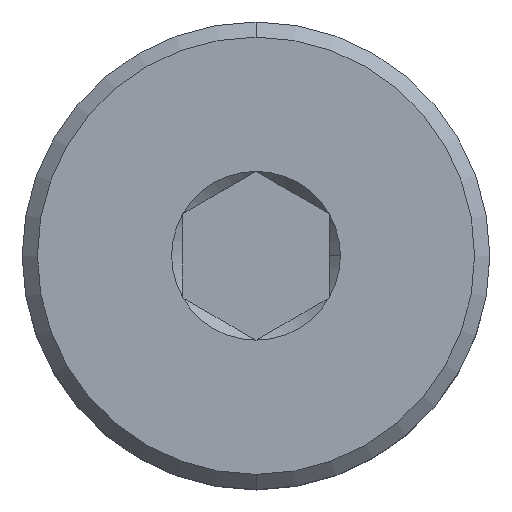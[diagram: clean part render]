
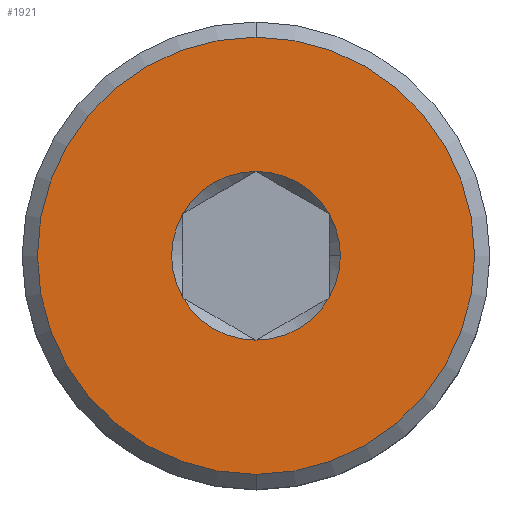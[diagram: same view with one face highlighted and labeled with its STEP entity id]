
A CAD part, top view. The second image highlights one B-rep face of the part: STEP entity #1921.
In plain terms, the highlighted planar face has unit normal (0, 0, 1).
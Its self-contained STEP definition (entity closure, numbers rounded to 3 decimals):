
#5 = CIRCLE ( 'NONE', #561, 3.74 ) ;
#75 = DIRECTION ( 'NONE',  ( 1., 0., 0. ) ) ;
#136 = DIRECTION ( 'NONE',  ( 0., 0., 1. ) ) ;
#170 = CIRCLE ( 'NONE', #926, 1.443 ) ;
#184 = ORIENTED_EDGE ( 'NONE', *, *, #1249, .F. ) ;
#256 = CARTESIAN_POINT ( 'NONE',  ( -1.25, -0.722, 0. ) ) ;
#263 = CARTESIAN_POINT ( 'NONE',  ( 0., 0., 0. ) ) ;
#296 = CARTESIAN_POINT ( 'NONE',  ( 0., 0., 0. ) ) ;
#313 = VERTEX_POINT ( 'NONE', #2143 ) ;
#317 = EDGE_CURVE ( 'NONE', #1829, #313, #2011, .T. ) ;
#343 = VERTEX_POINT ( 'NONE', #404 ) ;
#404 = CARTESIAN_POINT ( 'NONE',  ( 1.25, 0.722, 0. ) ) ;
#407 = CARTESIAN_POINT ( 'NONE',  ( 0., -3.74, 0. ) ) ;
#412 = AXIS2_PLACEMENT_3D ( 'NONE', #782, #1459, #958 ) ;
#433 = ORIENTED_EDGE ( 'NONE', *, *, #1087, .F. ) ;
#505 = ORIENTED_EDGE ( 'NONE', *, *, #2250, .T. ) ;
#528 = FACE_BOUND ( 'NONE', #963, .T. ) ;
#561 = AXIS2_PLACEMENT_3D ( 'NONE', #2298, #1927, #1760 ) ;
#583 = VERTEX_POINT ( 'NONE', #2170 ) ;
#605 = ORIENTED_EDGE ( 'NONE', *, *, #1449, .F. ) ;
#611 = VERTEX_POINT ( 'NONE', #256 ) ;
#673 = DIRECTION ( 'NONE',  ( 1., 0., 0. ) ) ;
#679 = CARTESIAN_POINT ( 'NONE',  ( 0., 0., 0. ) ) ;
#727 = CARTESIAN_POINT ( 'NONE',  ( 0., 3.74, 0. ) ) ;
#781 = CARTESIAN_POINT ( 'NONE',  ( 0., 0., 0. ) ) ;
#782 = CARTESIAN_POINT ( 'NONE',  ( 0., 0., 0. ) ) ;
#785 = PLANE ( 'NONE',  #1493 ) ;
#876 = DIRECTION ( 'NONE',  ( 1., 0., 0. ) ) ;
#889 = ORIENTED_EDGE ( 'NONE', *, *, #1217, .F. ) ;
#914 = ORIENTED_EDGE ( 'NONE', *, *, #317, .F. ) ;
#926 = AXIS2_PLACEMENT_3D ( 'NONE', #1708, #136, #673 ) ;
#954 = DIRECTION ( 'NONE',  ( 0., 0., 1. ) ) ;
#958 = DIRECTION ( 'NONE',  ( 1., 0., 0. ) ) ;
#963 = EDGE_LOOP ( 'NONE', ( #1177, #1665, #605, #914, #433, #184, #889 ) ) ;
#984 = DIRECTION ( 'NONE',  ( 0., 0., 1. ) ) ;
#1007 = DIRECTION ( 'NONE',  ( 0., 0., 1. ) ) ;
#1087 = EDGE_CURVE ( 'NONE', #343, #1829, #1891, .T. ) ;
#1094 = VERTEX_POINT ( 'NONE', #1322 ) ;
#1113 = CARTESIAN_POINT ( 'NONE',  ( 1.25, -0.722, 0. ) ) ;
#1133 = DIRECTION ( 'NONE',  ( 0., 0., 1. ) ) ;
#1177 = ORIENTED_EDGE ( 'NONE', *, *, #2253, .F. ) ;
#1202 = EDGE_LOOP ( 'NONE', ( #505, #1510 ) ) ;
#1217 = EDGE_CURVE ( 'NONE', #1899, #583, #170, .T. ) ;
#1220 = AXIS2_PLACEMENT_3D ( 'NONE', #679, #2116, #876 ) ;
#1229 = CIRCLE ( 'NONE', #1279, 3.74 ) ;
#1236 = DIRECTION ( 'NONE',  ( 1., 0., 0. ) ) ;
#1249 = EDGE_CURVE ( 'NONE', #583, #343, #1337, .T. ) ;
#1279 = AXIS2_PLACEMENT_3D ( 'NONE', #263, #984, #2224 ) ;
#1303 = DIRECTION ( 'NONE',  ( 0., 0., 1. ) ) ;
#1322 = CARTESIAN_POINT ( 'NONE',  ( 0., -1.443, 0. ) ) ;
#1337 = CIRCLE ( 'NONE', #2051, 1.443 ) ;
#1404 = CARTESIAN_POINT ( 'NONE',  ( 0., 1.443, 0. ) ) ;
#1449 = EDGE_CURVE ( 'NONE', #313, #611, #1500, .T. ) ;
#1459 = DIRECTION ( 'NONE',  ( 0., 0., 1. ) ) ;
#1488 = DIRECTION ( 'NONE',  ( 1., 0., 0. ) ) ;
#1490 = EDGE_CURVE ( 'NONE', #611, #1094, #1858, .T. ) ;
#1493 = AXIS2_PLACEMENT_3D ( 'NONE', #2186, #954, #2022 ) ;
#1500 = CIRCLE ( 'NONE', #1220, 1.443 ) ;
#1510 = ORIENTED_EDGE ( 'NONE', *, *, #1758, .T. ) ;
#1544 = AXIS2_PLACEMENT_3D ( 'NONE', #1949, #1943, #1236 ) ;
#1561 = VERTEX_POINT ( 'NONE', #727 ) ;
#1657 = CARTESIAN_POINT ( 'NONE',  ( 0., 0., 0. ) ) ;
#1665 = ORIENTED_EDGE ( 'NONE', *, *, #1490, .F. ) ;
#1666 = FACE_OUTER_BOUND ( 'NONE', #1202, .T. ) ;
#1708 = CARTESIAN_POINT ( 'NONE',  ( 0., 0., 0. ) ) ;
#1758 = EDGE_CURVE ( 'NONE', #1936, #1561, #5, .T. ) ;
#1760 = DIRECTION ( 'NONE',  ( 0., -1., 0. ) ) ;
#1829 = VERTEX_POINT ( 'NONE', #1404 ) ;
#1858 = CIRCLE ( 'NONE', #1544, 1.443 ) ;
#1891 = CIRCLE ( 'NONE', #2119, 1.443 ) ;
#1899 = VERTEX_POINT ( 'NONE', #1113 ) ;
#1921 = ADVANCED_FACE ( 'NONE', ( #528, #1666 ), #785, .T. ) ;
#1927 = DIRECTION ( 'NONE',  ( 0., 0., 1. ) ) ;
#1936 = VERTEX_POINT ( 'NONE', #407 ) ;
#1943 = DIRECTION ( 'NONE',  ( 0., 0., 1. ) ) ;
#1949 = CARTESIAN_POINT ( 'NONE',  ( 0., 0., 0. ) ) ;
#2011 = CIRCLE ( 'NONE', #412, 1.443 ) ;
#2022 = DIRECTION ( 'NONE',  ( 0., -1., 0. ) ) ;
#2035 = AXIS2_PLACEMENT_3D ( 'NONE', #1657, #1133, #1488 ) ;
#2051 = AXIS2_PLACEMENT_3D ( 'NONE', #296, #1007, #2246 ) ;
#2103 = CIRCLE ( 'NONE', #2035, 1.443 ) ;
#2116 = DIRECTION ( 'NONE',  ( 0., 0., 1. ) ) ;
#2119 = AXIS2_PLACEMENT_3D ( 'NONE', #781, #1303, #75 ) ;
#2143 = CARTESIAN_POINT ( 'NONE',  ( -1.25, 0.722, 0. ) ) ;
#2170 = CARTESIAN_POINT ( 'NONE',  ( 1.443, 0., 0. ) ) ;
#2186 = CARTESIAN_POINT ( 'NONE',  ( 0., 0., 0. ) ) ;
#2224 = DIRECTION ( 'NONE',  ( 0., -1., 0. ) ) ;
#2246 = DIRECTION ( 'NONE',  ( 1., 0., 0. ) ) ;
#2250 = EDGE_CURVE ( 'NONE', #1561, #1936, #1229, .T. ) ;
#2253 = EDGE_CURVE ( 'NONE', #1094, #1899, #2103, .T. ) ;
#2298 = CARTESIAN_POINT ( 'NONE',  ( 0., 0., 0. ) ) ;
